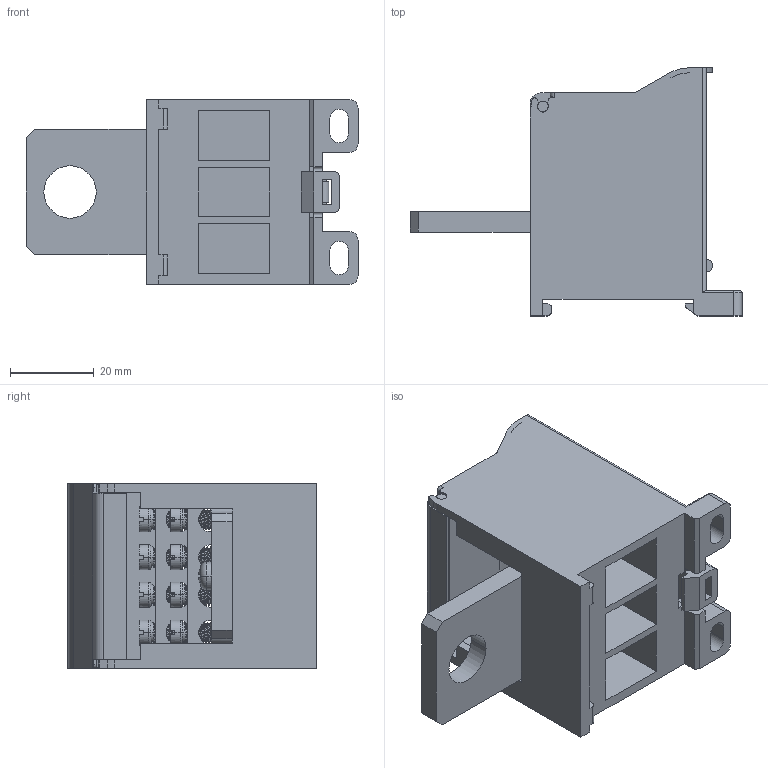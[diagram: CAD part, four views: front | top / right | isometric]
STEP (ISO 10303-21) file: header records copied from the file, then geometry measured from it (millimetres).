
FILE_DESCRIPTION((''),'2;1');
FILE_NAME('8YB754782-2','2023-08-14T',('ASUS'),(''),'PRO/ENGINEER BY PARAMETRIC TECHNOLOGY CORPORATION, 2013230','PRO/ENGINEER BY PARAMETRIC TECHNOLOGY CORPORATION, 2013230','');
FILE_SCHEMA(('CONFIG_CONTROL_DESIGN'));
Products named in the file (1): 8YB754782-2
Bounding box: 79.2 x 59.2 x 44 mm (x, y, z)
Volume: 42515.4 mm3; surface area: 37085.2 mm2
Topology: 1 solids, 5 shells, 1002 faces, 3033 edges, 1952 vertices
Faces by surface type: cylinder 373, plane 360, bspline 185, cone 41, torus 25, sphere 18
Entity records: 71512 total; most frequent: CARTESIAN_POINT 46485, ORIENTED_EDGE 6026, DIRECTION 4074, EDGE_CURVE 3013, VERTEX_POINT 1952, AXIS2_PLACEMENT_3D 1371, VECTOR 1332, LINE 1332
